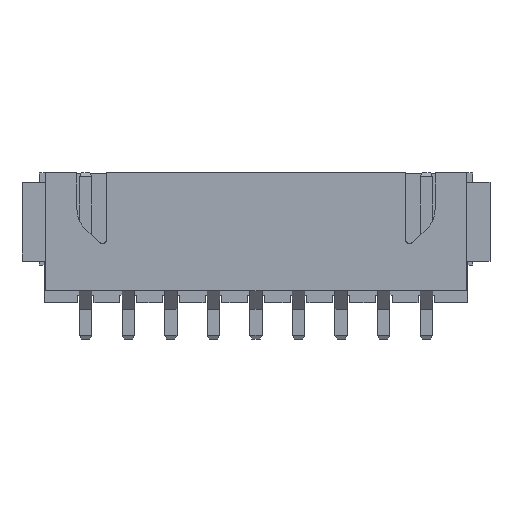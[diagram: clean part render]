
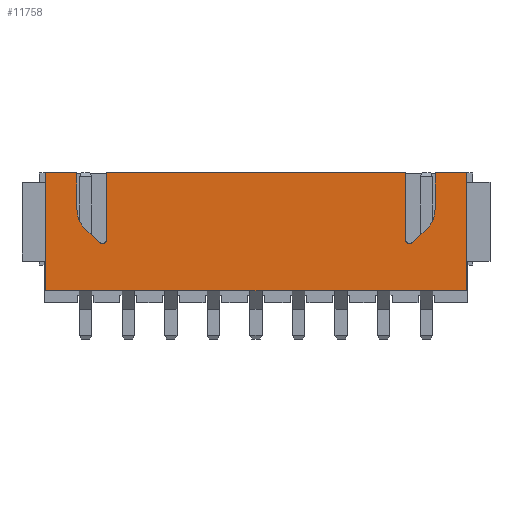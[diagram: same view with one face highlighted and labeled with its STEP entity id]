
A CAD part, top view. The second image highlights one B-rep face of the part: STEP entity #11758.
In plain terms, the highlighted planar face has unit normal (0, 0, 1).
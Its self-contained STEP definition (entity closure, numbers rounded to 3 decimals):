
#352=CIRCLE('',#12280,1.651);
#353=CIRCLE('',#12281,0.254);
#354=CIRCLE('',#12282,0.254);
#355=CIRCLE('',#12283,1.651);
#364=ORIENTED_EDGE('',*,*,#2828,.F.);
#365=ORIENTED_EDGE('',*,*,#2829,.T.);
#366=ORIENTED_EDGE('',*,*,#2830,.F.);
#367=ORIENTED_EDGE('',*,*,#2831,.T.);
#368=ORIENTED_EDGE('',*,*,#2832,.F.);
#369=ORIENTED_EDGE('',*,*,#2827,.T.);
#370=ORIENTED_EDGE('',*,*,#2833,.F.);
#371=ORIENTED_EDGE('',*,*,#2834,.T.);
#372=ORIENTED_EDGE('',*,*,#2835,.F.);
#373=ORIENTED_EDGE('',*,*,#2836,.T.);
#374=ORIENTED_EDGE('',*,*,#2837,.F.);
#375=ORIENTED_EDGE('',*,*,#2838,.T.);
#376=ORIENTED_EDGE('',*,*,#2839,.F.);
#377=ORIENTED_EDGE('',*,*,#2840,.F.);
#378=ORIENTED_EDGE('',*,*,#2841,.T.);
#379=ORIENTED_EDGE('',*,*,#2842,.T.);
#2827=EDGE_CURVE('',#4057,#4059,#4859,.T.);
#2828=EDGE_CURVE('',#4060,#4061,#4860,.T.);
#2829=EDGE_CURVE('',#4060,#4062,#352,.T.);
#2830=EDGE_CURVE('',#4063,#4062,#4861,.T.);
#2831=EDGE_CURVE('',#4063,#4064,#353,.T.);
#2832=EDGE_CURVE('',#4057,#4064,#4862,.T.);
#2833=EDGE_CURVE('',#4065,#4059,#4863,.T.);
#2834=EDGE_CURVE('',#4065,#4066,#354,.T.);
#2835=EDGE_CURVE('',#4067,#4066,#4864,.T.);
#2836=EDGE_CURVE('',#4067,#4068,#355,.T.);
#2837=EDGE_CURVE('',#4069,#4068,#4865,.T.);
#2838=EDGE_CURVE('',#4069,#4070,#4866,.T.);
#2839=EDGE_CURVE('',#4071,#4070,#4867,.T.);
#2840=EDGE_CURVE('',#4072,#4071,#4868,.T.);
#2841=EDGE_CURVE('',#4072,#4073,#4869,.T.);
#2842=EDGE_CURVE('',#4073,#4061,#4870,.T.);
#4057=VERTEX_POINT('',#14634);
#4059=VERTEX_POINT('',#14638);
#4060=VERTEX_POINT('',#14642);
#4061=VERTEX_POINT('',#14643);
#4062=VERTEX_POINT('',#14645);
#4063=VERTEX_POINT('',#14647);
#4064=VERTEX_POINT('',#14649);
#4065=VERTEX_POINT('',#14652);
#4066=VERTEX_POINT('',#14654);
#4067=VERTEX_POINT('',#14656);
#4068=VERTEX_POINT('',#14658);
#4069=VERTEX_POINT('',#14660);
#4070=VERTEX_POINT('',#14662);
#4071=VERTEX_POINT('',#14664);
#4072=VERTEX_POINT('',#14666);
#4073=VERTEX_POINT('',#14668);
#4859=LINE('',#14639,#5817);
#4860=LINE('',#14641,#5818);
#4861=LINE('',#14646,#5819);
#4862=LINE('',#14650,#5820);
#4863=LINE('',#14651,#5821);
#4864=LINE('',#14655,#5822);
#4865=LINE('',#14659,#5823);
#4866=LINE('',#14661,#5824);
#4867=LINE('',#14663,#5825);
#4868=LINE('',#14665,#5826);
#4869=LINE('',#14667,#5827);
#4870=LINE('',#14669,#5828);
#5817=VECTOR('',#12749,1000.);
#5818=VECTOR('',#12752,1000.);
#5819=VECTOR('',#12755,1000.);
#5820=VECTOR('',#12758,1000.);
#5821=VECTOR('',#12759,1000.);
#5822=VECTOR('',#12762,1000.);
#5823=VECTOR('',#12765,1000.);
#5824=VECTOR('',#12766,1000.);
#5825=VECTOR('',#12767,1000.);
#5826=VECTOR('',#12768,1000.);
#5827=VECTOR('',#12769,1000.);
#5828=VECTOR('',#12770,1000.);
#6773=EDGE_LOOP('',(#364,#365,#366,#367,#368,#369,#370,#371,#372,#373,#374,
#375,#376,#377,#378,#379));
#7303=FACE_BOUND('',#6773,.T.);
#7833=PLANE('',#12279);
#11758=ADVANCED_FACE('',(#7303),#7833,.F.);
#12279=AXIS2_PLACEMENT_3D('',#14640,#12750,#12751);
#12280=AXIS2_PLACEMENT_3D('',#14644,#12753,#12754);
#12281=AXIS2_PLACEMENT_3D('',#14648,#12756,#12757);
#12282=AXIS2_PLACEMENT_3D('',#14653,#12760,#12761);
#12283=AXIS2_PLACEMENT_3D('',#14657,#12763,#12764);
#12749=DIRECTION('',(-1.,0.,0.));
#12750=DIRECTION('',(0.,0.,-1.));
#12751=DIRECTION('',(-1.,0.,0.));
#12752=DIRECTION('',(0.,1.,0.));
#12753=DIRECTION('',(0.,0.,-1.));
#12754=DIRECTION('',(-1.,0.,0.));
#12755=DIRECTION('',(0.732,0.681,0.));
#12756=DIRECTION('',(0.,0.,-1.));
#12757=DIRECTION('',(-1.,0.,0.));
#12758=DIRECTION('',(0.,-1.,0.));
#12759=DIRECTION('',(0.,1.,0.));
#12760=DIRECTION('',(0.,0.,-1.));
#12761=DIRECTION('',(-1.,0.,0.));
#12762=DIRECTION('',(0.732,-0.681,0.));
#12763=DIRECTION('',(0.,0.,-1.));
#12764=DIRECTION('',(-1.,0.,0.));
#12765=DIRECTION('',(0.,-1.,0.));
#12766=DIRECTION('',(-1.,0.,0.));
#12767=DIRECTION('',(0.,1.,0.));
#12768=DIRECTION('',(-1.,0.,0.));
#12769=DIRECTION('',(0.,1.,0.));
#12770=DIRECTION('',(-1.,0.,0.));
#14634=CARTESIAN_POINT('',(8.903,9.906,5.918));
#14638=CARTESIAN_POINT('',(-8.903,9.906,5.918));
#14639=CARTESIAN_POINT('',(12.535,9.906,5.918));
#14640=CARTESIAN_POINT('',(12.535,2.87,5.918));
#14641=CARTESIAN_POINT('',(10.681,7.014,5.918));
#14642=CARTESIAN_POINT('',(10.681,7.733,5.918));
#14643=CARTESIAN_POINT('',(10.681,9.906,5.918));
#14644=CARTESIAN_POINT('',(9.03,7.733,5.918));
#14645=CARTESIAN_POINT('',(10.154,6.524,5.918));
#14646=CARTESIAN_POINT('',(8.903,5.359,5.918));
#14647=CARTESIAN_POINT('',(9.33,5.757,5.918));
#14648=CARTESIAN_POINT('',(9.157,5.943,5.918));
#14649=CARTESIAN_POINT('',(8.903,5.943,5.918));
#14650=CARTESIAN_POINT('',(8.903,9.906,5.918));
#14651=CARTESIAN_POINT('',(-8.903,5.359,5.918));
#14652=CARTESIAN_POINT('',(-8.903,5.943,5.918));
#14653=CARTESIAN_POINT('',(-9.157,5.943,5.918));
#14654=CARTESIAN_POINT('',(-9.33,5.757,5.918));
#14655=CARTESIAN_POINT('',(-10.681,7.014,5.918));
#14656=CARTESIAN_POINT('',(-10.154,6.524,5.918));
#14657=CARTESIAN_POINT('',(-9.03,7.733,5.918));
#14658=CARTESIAN_POINT('',(-10.681,7.733,5.918));
#14659=CARTESIAN_POINT('',(-10.681,9.906,5.918));
#14660=CARTESIAN_POINT('',(-10.681,9.906,5.918));
#14661=CARTESIAN_POINT('',(12.535,9.906,5.918));
#14662=CARTESIAN_POINT('',(-12.535,9.906,5.918));
#14663=CARTESIAN_POINT('',(-12.535,2.87,5.918));
#14664=CARTESIAN_POINT('',(-12.535,2.87,5.918));
#14665=CARTESIAN_POINT('',(12.535,2.87,5.918));
#14666=CARTESIAN_POINT('',(12.535,2.87,5.918));
#14667=CARTESIAN_POINT('',(12.535,2.87,5.918));
#14668=CARTESIAN_POINT('',(12.535,9.906,5.918));
#14669=CARTESIAN_POINT('',(12.535,9.906,5.918));
